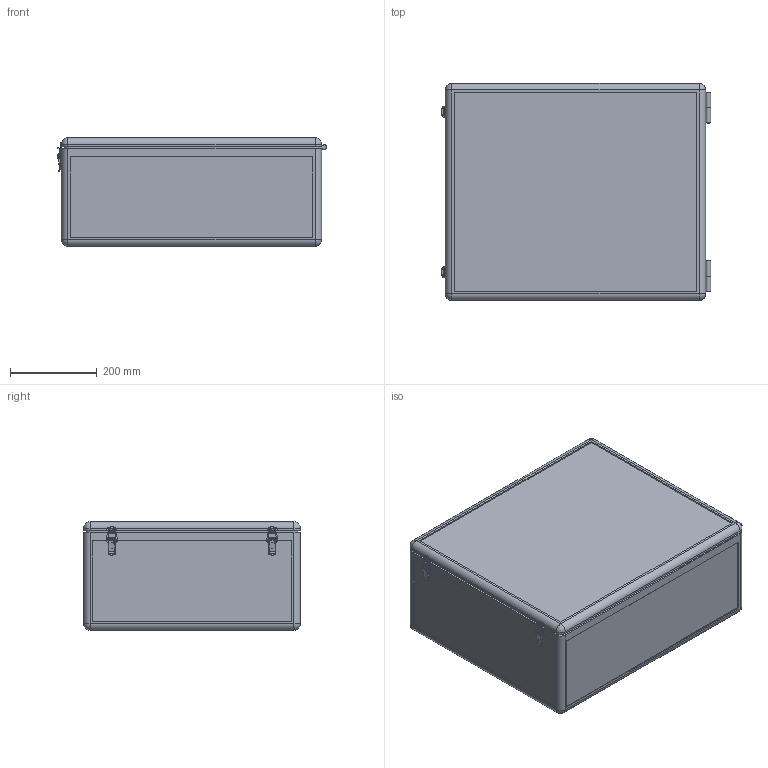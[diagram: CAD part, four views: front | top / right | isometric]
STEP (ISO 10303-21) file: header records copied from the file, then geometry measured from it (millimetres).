
FILE_DESCRIPTION (( 'STEP AP203' ), '1' );
FILE_NAME ('CHB-517P-STP.step', '2024-05-22T04:36:47', ( '' ), ( '' ), 'SwSTEP 2.0', 'SolidWorks 2011', '' );
FILE_SCHEMA (( 'CONFIG_CONTROL_DESIGN' ));
Length unit declared in the file: millimetre
Products named in the file (4): CHB-517P-STP; plate_set; door; box
Assembly tree (3 placements, depth 2):
  CHB-517P-STP
    plate_set
    door
    box
Bounding box: 620.6 x 500 x 250 mm (x, y, z)
Volume: 4371123.2 mm3; surface area: 3218714.2 mm2
Topology: 7 solids, 7 shells, 2104 faces, 5472 edges, 3458 vertices
Faces by surface type: plane 1494, cylinder 470, bspline 60, sphere 56, cone 16, torus 8
Entity records: 72528 total; most frequent: CARTESIAN_POINT 20756, ORIENTED_EDGE 10832, DIRECTION 10228, EDGE_CURVE 5416, LINE 4196, VECTOR 4196, VERTEX_POINT 3458, AXIS2_PLACEMENT_3D 3016
